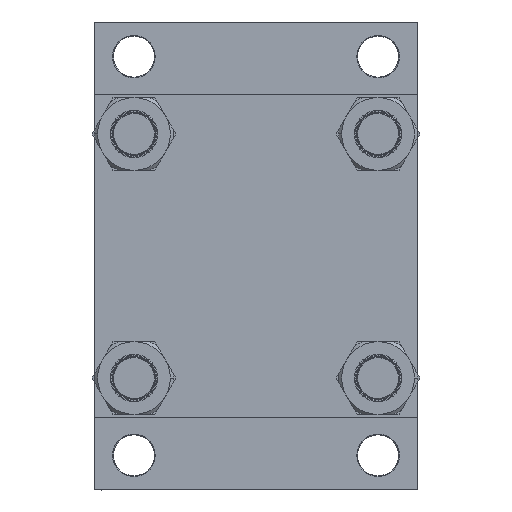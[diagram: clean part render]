
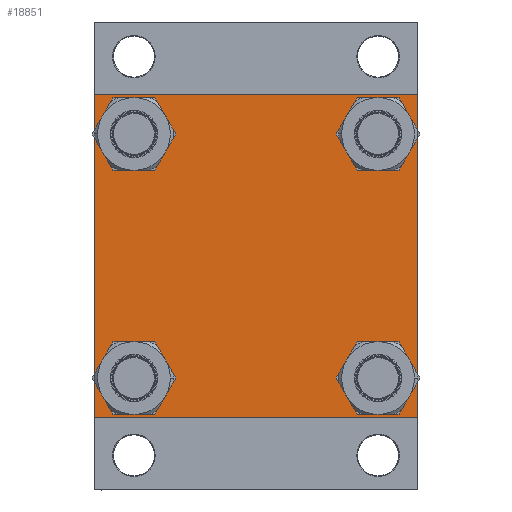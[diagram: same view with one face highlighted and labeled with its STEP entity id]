
A CAD part, left-side view. The second image highlights one B-rep face of the part: STEP entity #18851.
In plain terms, the highlighted planar face has unit normal (-1, 0, 0).
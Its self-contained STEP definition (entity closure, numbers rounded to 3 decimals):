
#231 = DIRECTION ( 'NONE',  ( 1., 0., 0. ) ) ;
#236 = LINE ( 'NONE', #41764, #12060 ) ;
#2123 = FACE_BOUND ( 'NONE', #34820, .T. ) ;
#2306 = DIRECTION ( 'NONE',  ( 0., 0.707, -0.707 ) ) ;
#2845 = FACE_BOUND ( 'NONE', #45286, .T. ) ;
#2987 = VERTEX_POINT ( 'NONE', #16822 ) ;
#3404 = CARTESIAN_POINT ( 'NONE',  ( 0., 77.45, 63.45 ) ) ;
#3678 = EDGE_CURVE ( 'NONE', #21447, #29295, #47124, .T. ) ;
#3683 = VERTEX_POINT ( 'NONE', #38711 ) ;
#3849 = DIRECTION ( 'NONE',  ( 0., 0., -1. ) ) ;
#4197 = AXIS2_PLACEMENT_3D ( 'NONE', #5174, #16031, #19890 ) ;
#4816 = ORIENTED_EDGE ( 'NONE', *, *, #47223, .T. ) ;
#5076 = LINE ( 'NONE', #41559, #45716 ) ;
#5091 = ORIENTED_EDGE ( 'NONE', *, *, #13839, .F. ) ;
#5174 = CARTESIAN_POINT ( 'NONE',  ( 0., 77.45, 77.45 ) ) ;
#5643 = ORIENTED_EDGE ( 'NONE', *, *, #25108, .T. ) ;
#5715 = CIRCLE ( 'NONE', #31165, 14. ) ;
#5845 = CARTESIAN_POINT ( 'NONE',  ( 0., 77.45, 77.45 ) ) ;
#5970 = DIRECTION ( 'NONE',  ( 0., -1., 0. ) ) ;
#6093 = DIRECTION ( 'NONE',  ( 0., 0., 1. ) ) ;
#6144 = CARTESIAN_POINT ( 'NONE',  ( 0., -77.45, 63.45 ) ) ;
#6224 = FACE_BOUND ( 'NONE', #38453, .T. ) ;
#6317 = ORIENTED_EDGE ( 'NONE', *, *, #22171, .T. ) ;
#7267 = AXIS2_PLACEMENT_3D ( 'NONE', #16675, #12330, #31428 ) ;
#7550 = VERTEX_POINT ( 'NONE', #18690 ) ;
#7596 = DIRECTION ( 'NONE',  ( 0., 0., 1. ) ) ;
#7964 = AXIS2_PLACEMENT_3D ( 'NONE', #32197, #39198, #6093 ) ;
#8412 = ORIENTED_EDGE ( 'NONE', *, *, #30491, .T. ) ;
#8691 = DIRECTION ( 'NONE',  ( 0., -1., 0. ) ) ;
#9222 = DIRECTION ( 'NONE',  ( 1., 0., 0. ) ) ;
#9735 = CARTESIAN_POINT ( 'NONE',  ( 0., 102.25, -102.25 ) ) ;
#10025 = LINE ( 'NONE', #42648, #44766 ) ;
#10318 = DIRECTION ( 'NONE',  ( -1., 0., 0. ) ) ;
#10329 = ORIENTED_EDGE ( 'NONE', *, *, #3678, .T. ) ;
#10450 = VECTOR ( 'NONE', #28580, 1000. ) ;
#12060 = VECTOR ( 'NONE', #3849, 1000. ) ;
#12088 = CARTESIAN_POINT ( 'NONE',  ( 0., -102., 102.5 ) ) ;
#12330 = DIRECTION ( 'NONE',  ( 1., 0., 0. ) ) ;
#12839 = ORIENTED_EDGE ( 'NONE', *, *, #41754, .T. ) ;
#13582 = VERTEX_POINT ( 'NONE', #12088 ) ;
#13816 = CARTESIAN_POINT ( 'NONE',  ( 0., -102.25, -102.25 ) ) ;
#13839 = EDGE_CURVE ( 'NONE', #2987, #41262, #43471, .T. ) ;
#13916 = VERTEX_POINT ( 'NONE', #19039 ) ;
#15966 = LINE ( 'NONE', #38686, #21435 ) ;
#16031 = DIRECTION ( 'NONE',  ( 1., 0., 0. ) ) ;
#16261 = CIRCLE ( 'NONE', #33253, 14. ) ;
#16675 = CARTESIAN_POINT ( 'NONE',  ( 0., -77.45, -77.45 ) ) ;
#16822 = CARTESIAN_POINT ( 'NONE',  ( 0., -102.5, 102. ) ) ;
#16856 = ORIENTED_EDGE ( 'NONE', *, *, #36913, .T. ) ;
#17079 = FACE_BOUND ( 'NONE', #24330, .T. ) ;
#17823 = DIRECTION ( 'NONE',  ( 0., 0., 1. ) ) ;
#18256 = EDGE_CURVE ( 'NONE', #47224, #41262, #32667, .T. ) ;
#18347 = VERTEX_POINT ( 'NONE', #42283 ) ;
#18690 = CARTESIAN_POINT ( 'NONE',  ( 0., 102., -102.5 ) ) ;
#18851 = ADVANCED_FACE ( 'NONE', ( #2845, #6224, #2123, #17079, #27731 ), #46816, .T. ) ;
#19039 = CARTESIAN_POINT ( 'NONE',  ( 0., 102.5, 102. ) ) ;
#19890 = DIRECTION ( 'NONE',  ( 0., 0., 1. ) ) ;
#21067 = CARTESIAN_POINT ( 'NONE',  ( 0., 77.45, -63.45 ) ) ;
#21105 = EDGE_LOOP ( 'NONE', ( #12839, #42312, #45200, #36558, #5091, #22291, #23873, #24190 ) ) ;
#21151 = EDGE_CURVE ( 'NONE', #18347, #13916, #10025, .T. ) ;
#21435 = VECTOR ( 'NONE', #30957, 1000. ) ;
#21447 = VERTEX_POINT ( 'NONE', #27629 ) ;
#22171 = EDGE_CURVE ( 'NONE', #25542, #36318, #16261, .T. ) ;
#22291 = ORIENTED_EDGE ( 'NONE', *, *, #45974, .T. ) ;
#23873 = ORIENTED_EDGE ( 'NONE', *, *, #29499, .F. ) ;
#23969 = DIRECTION ( 'NONE',  ( 0., 0., 1. ) ) ;
#24190 = ORIENTED_EDGE ( 'NONE', *, *, #21151, .T. ) ;
#24330 = EDGE_LOOP ( 'NONE', ( #10329, #16856 ) ) ;
#24334 = LINE ( 'NONE', #43650, #29573 ) ;
#25108 = EDGE_CURVE ( 'NONE', #26972, #3683, #43256, .T. ) ;
#25488 = CARTESIAN_POINT ( 'NONE',  ( 0., -77.45, 77.45 ) ) ;
#25521 = AXIS2_PLACEMENT_3D ( 'NONE', #41020, #41261, #40779 ) ;
#25542 = VERTEX_POINT ( 'NONE', #6144 ) ;
#26081 = DIRECTION ( 'NONE',  ( 0., 0., 1. ) ) ;
#26972 = VERTEX_POINT ( 'NONE', #33741 ) ;
#27004 = CIRCLE ( 'NONE', #38561, 14. ) ;
#27625 = LINE ( 'NONE', #9735, #35976 ) ;
#27629 = CARTESIAN_POINT ( 'NONE',  ( 0., 77.45, 91.45 ) ) ;
#27731 = FACE_OUTER_BOUND ( 'NONE', #21105, .T. ) ;
#28004 = ORIENTED_EDGE ( 'NONE', *, *, #33070, .T. ) ;
#28580 = DIRECTION ( 'NONE',  ( 0., -0.707, 0.707 ) ) ;
#28927 = CIRCLE ( 'NONE', #7267, 14. ) ;
#29295 = VERTEX_POINT ( 'NONE', #3404 ) ;
#29499 = EDGE_CURVE ( 'NONE', #18347, #13582, #5076, .T. ) ;
#29573 = VECTOR ( 'NONE', #5970, 1000. ) ;
#29850 = EDGE_CURVE ( 'NONE', #7550, #47224, #24334, .T. ) ;
#30491 = EDGE_CURVE ( 'NONE', #44321, #32061, #42654, .T. ) ;
#30957 = DIRECTION ( 'NONE',  ( 0., 0.707, 0.707 ) ) ;
#31165 = AXIS2_PLACEMENT_3D ( 'NONE', #33331, #231, #26081 ) ;
#31428 = DIRECTION ( 'NONE',  ( 0., 0., 1. ) ) ;
#31841 = DIRECTION ( 'NONE',  ( 0., 0., 1. ) ) ;
#31921 = VECTOR ( 'NONE', #43938, 1000. ) ;
#32061 = VERTEX_POINT ( 'NONE', #21067 ) ;
#32197 = CARTESIAN_POINT ( 'NONE',  ( 0., 77.45, -77.45 ) ) ;
#32214 = CARTESIAN_POINT ( 'NONE',  ( 0., -102.5, -102. ) ) ;
#32667 = LINE ( 'NONE', #13816, #10450 ) ;
#33070 = EDGE_CURVE ( 'NONE', #3683, #26972, #28927, .T. ) ;
#33253 = AXIS2_PLACEMENT_3D ( 'NONE', #25488, #40222, #7596 ) ;
#33331 = CARTESIAN_POINT ( 'NONE',  ( 0., -77.45, 77.45 ) ) ;
#33741 = CARTESIAN_POINT ( 'NONE',  ( 0., -77.45, -63.45 ) ) ;
#33826 = ORIENTED_EDGE ( 'NONE', *, *, #36638, .T. ) ;
#34808 = AXIS2_PLACEMENT_3D ( 'NONE', #5845, #9222, #23969 ) ;
#34820 = EDGE_LOOP ( 'NONE', ( #4816, #8412 ) ) ;
#35837 = CIRCLE ( 'NONE', #4197, 14. ) ;
#35976 = VECTOR ( 'NONE', #42344, 1000. ) ;
#36318 = VERTEX_POINT ( 'NONE', #36529 ) ;
#36529 = CARTESIAN_POINT ( 'NONE',  ( 0., -77.45, 91.45 ) ) ;
#36558 = ORIENTED_EDGE ( 'NONE', *, *, #18256, .T. ) ;
#36638 = EDGE_CURVE ( 'NONE', #36318, #25542, #5715, .T. ) ;
#36913 = EDGE_CURVE ( 'NONE', #29295, #21447, #35837, .T. ) ;
#38453 = EDGE_LOOP ( 'NONE', ( #5643, #28004 ) ) ;
#38561 = AXIS2_PLACEMENT_3D ( 'NONE', #47074, #42492, #17823 ) ;
#38686 = CARTESIAN_POINT ( 'NONE',  ( 0., -102.25, 102.25 ) ) ;
#38711 = CARTESIAN_POINT ( 'NONE',  ( 0., -77.45, -91.45 ) ) ;
#39064 = CARTESIAN_POINT ( 'NONE',  ( 0., 77.45, -91.45 ) ) ;
#39198 = DIRECTION ( 'NONE',  ( 1., 0., 0. ) ) ;
#39643 = CARTESIAN_POINT ( 'NONE',  ( 0., 102.5, -102. ) ) ;
#40074 = CARTESIAN_POINT ( 'NONE',  ( 0., -102.5, 102.5 ) ) ;
#40222 = DIRECTION ( 'NONE',  ( 1., 0., 0. ) ) ;
#40779 = DIRECTION ( 'NONE',  ( 0., 0., 1. ) ) ;
#41020 = CARTESIAN_POINT ( 'NONE',  ( 0., -77.45, -77.45 ) ) ;
#41261 = DIRECTION ( 'NONE',  ( 1., 0., 0. ) ) ;
#41262 = VERTEX_POINT ( 'NONE', #32214 ) ;
#41324 = EDGE_CURVE ( 'NONE', #42800, #7550, #27625, .T. ) ;
#41559 = CARTESIAN_POINT ( 'NONE',  ( 0., 102.5, 102.5 ) ) ;
#41754 = EDGE_CURVE ( 'NONE', #13916, #42800, #236, .T. ) ;
#41764 = CARTESIAN_POINT ( 'NONE',  ( 0., 102.5, 102.5 ) ) ;
#42283 = CARTESIAN_POINT ( 'NONE',  ( 0., 102., 102.5 ) ) ;
#42312 = ORIENTED_EDGE ( 'NONE', *, *, #41324, .T. ) ;
#42344 = DIRECTION ( 'NONE',  ( 0., -0.707, -0.707 ) ) ;
#42460 = CARTESIAN_POINT ( 'NONE',  ( 0., 0., 0. ) ) ;
#42492 = DIRECTION ( 'NONE',  ( 1., 0., 0. ) ) ;
#42648 = CARTESIAN_POINT ( 'NONE',  ( 0., 102.25, 102.25 ) ) ;
#42654 = CIRCLE ( 'NONE', #7964, 14. ) ;
#42800 = VERTEX_POINT ( 'NONE', #39643 ) ;
#43216 = CARTESIAN_POINT ( 'NONE',  ( 0., -102., -102.5 ) ) ;
#43256 = CIRCLE ( 'NONE', #25521, 14. ) ;
#43471 = LINE ( 'NONE', #40074, #31921 ) ;
#43650 = CARTESIAN_POINT ( 'NONE',  ( 0., 102.5, -102.5 ) ) ;
#43938 = DIRECTION ( 'NONE',  ( 0., 0., -1. ) ) ;
#44321 = VERTEX_POINT ( 'NONE', #39064 ) ;
#44514 = AXIS2_PLACEMENT_3D ( 'NONE', #42460, #10318, #31841 ) ;
#44766 = VECTOR ( 'NONE', #2306, 1000. ) ;
#45200 = ORIENTED_EDGE ( 'NONE', *, *, #29850, .T. ) ;
#45286 = EDGE_LOOP ( 'NONE', ( #33826, #6317 ) ) ;
#45716 = VECTOR ( 'NONE', #8691, 1000. ) ;
#45974 = EDGE_CURVE ( 'NONE', #2987, #13582, #15966, .T. ) ;
#46816 = PLANE ( 'NONE',  #44514 ) ;
#47074 = CARTESIAN_POINT ( 'NONE',  ( 0., 77.45, -77.45 ) ) ;
#47124 = CIRCLE ( 'NONE', #34808, 14. ) ;
#47223 = EDGE_CURVE ( 'NONE', #32061, #44321, #27004, .T. ) ;
#47224 = VERTEX_POINT ( 'NONE', #43216 ) ;
